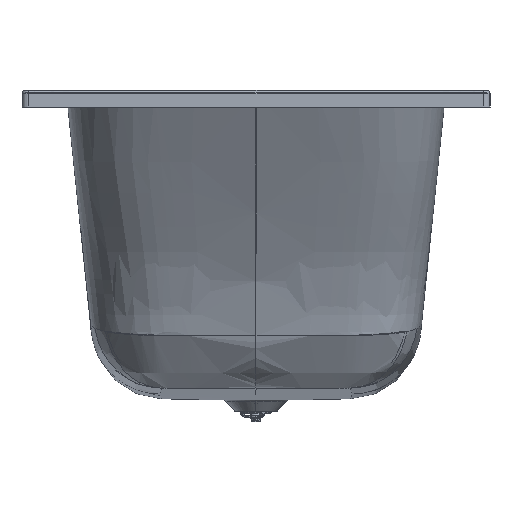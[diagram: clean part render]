
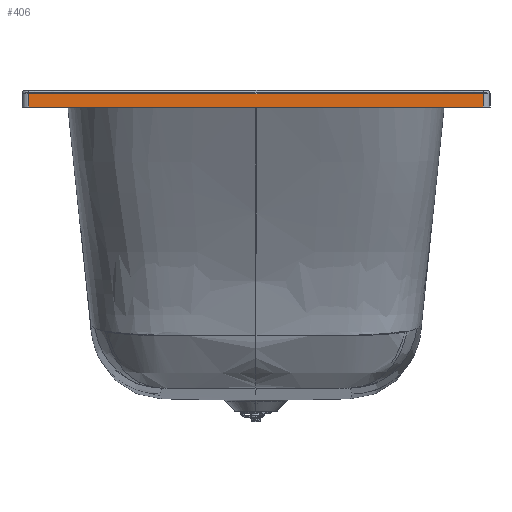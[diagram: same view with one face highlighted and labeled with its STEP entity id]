
A CAD part, left-side view. The second image highlights one B-rep face of the part: STEP entity #406.
In plain terms, the highlighted planar face has unit normal (-1, 0, 0).
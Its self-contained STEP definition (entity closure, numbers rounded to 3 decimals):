
#406=ADVANCED_FACE('',(#807),#6085,.T.);
#807=FACE_OUTER_BOUND('',#1207,.T.);
#1207=EDGE_LOOP('',(#3132,#3133,#3134,#3135));
#3132=ORIENTED_EDGE('',*,*,#4136,.T.);
#3133=ORIENTED_EDGE('',*,*,#4137,.T.);
#3134=ORIENTED_EDGE('',*,*,#4138,.T.);
#3135=ORIENTED_EDGE('',*,*,#4101,.F.);
#4101=EDGE_CURVE('',#5681,#5680,#5094,.T.);
#4136=EDGE_CURVE('',#5681,#5696,#5116,.T.);
#4137=EDGE_CURVE('',#5696,#5697,#5117,.T.);
#4138=EDGE_CURVE('',#5697,#5680,#5118,.T.);
#5094=B_SPLINE_CURVE_WITH_KNOTS('',1,(#74628,#74629),.UNSPECIFIED.,.F.,
 .F.,(2,2),(-680.,0.),.UNSPECIFIED.);
#5116=B_SPLINE_CURVE_WITH_KNOTS('',1,(#74711,#74712),.UNSPECIFIED.,.F.,
 .F.,(2,2),(0.,20.),.UNSPECIFIED.);
#5117=B_SPLINE_CURVE_WITH_KNOTS('',1,(#74713,#74714),.UNSPECIFIED.,.F.,
 .F.,(2,2),(-680.,0.),.UNSPECIFIED.);
#5118=B_SPLINE_CURVE_WITH_KNOTS('',1,(#74715,#74716),.UNSPECIFIED.,.F.,
 .F.,(2,2),(-20.,0.),.UNSPECIFIED.);
#5680=VERTEX_POINT('',#69787);
#5681=VERTEX_POINT('',#69788);
#5696=VERTEX_POINT('',#69803);
#5697=VERTEX_POINT('',#69804);
#6085=PLANE('',#6204);
#6204=AXIS2_PLACEMENT_3D('',#69630,#6306,$);
#6306=DIRECTION('',(-1.,0.,0.));
#69630=CARTESIAN_POINT('',(-850.,-408.06,255.617));
#69787=CARTESIAN_POINT('',(-850.,-340.,253.557));
#69788=CARTESIAN_POINT('',(-850.,340.,253.557));
#69803=CARTESIAN_POINT('',(-850.,340.,233.557));
#69804=CARTESIAN_POINT('',(-850.,-340.,233.557));
#74628=CARTESIAN_POINT('',(-850.,340.,253.557));
#74629=CARTESIAN_POINT('',(-850.,-340.,253.557));
#74711=CARTESIAN_POINT('',(-850.,340.,253.557));
#74712=CARTESIAN_POINT('',(-850.,340.,233.557));
#74713=CARTESIAN_POINT('',(-850.,340.,233.557));
#74714=CARTESIAN_POINT('',(-850.,-340.,233.557));
#74715=CARTESIAN_POINT('',(-850.,-340.,233.557));
#74716=CARTESIAN_POINT('',(-850.,-340.,253.557));
